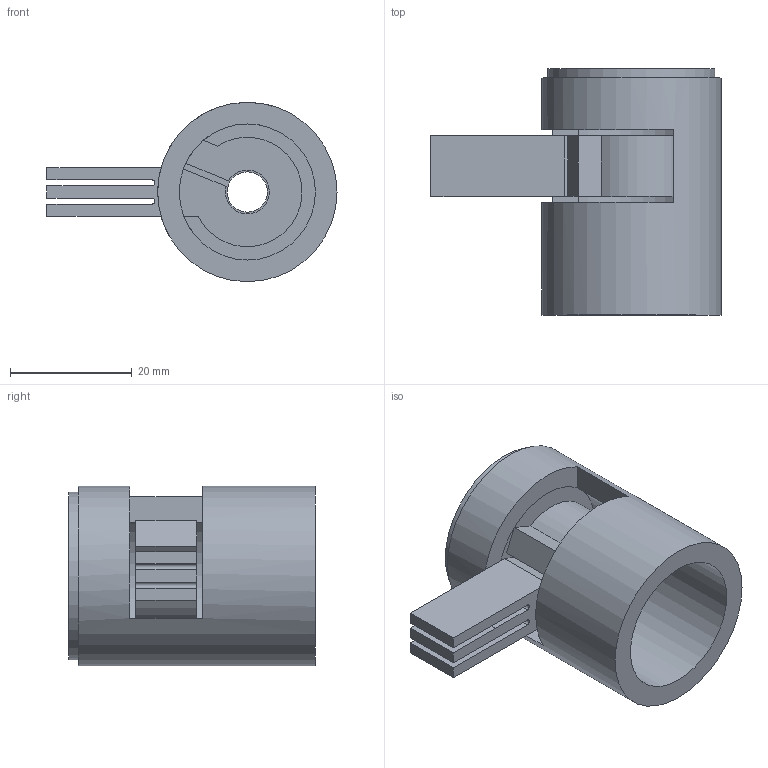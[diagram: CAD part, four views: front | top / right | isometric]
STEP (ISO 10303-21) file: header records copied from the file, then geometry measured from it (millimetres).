
FILE_DESCRIPTION(('FreeCAD Model'),'2;1');
FILE_NAME( 'armPivotAssembly.step', '2016-12-20T09:56:57',('Author'),(''), 'Open CASCADE STEP processor 6.7','FreeCAD','Unknown');
FILE_SCHEMA(('AUTOMOTIVE_DESIGN_CC2 { 1 2 10303 214 -1 1 5 4 }'));
Length unit declared in the file: millimetre
Products named in the file (3): ASSEMBLY; Cut; Extrude028
Assembly tree (2 placements, depth 2):
  ASSEMBLY
    Cut
    Extrude028
Bounding box: 47.7 x 40.48 x 29.5 mm (x, y, z)
Volume: 16372.3 mm3; surface area: 9884.7 mm2
Topology: 2 solids, 2 shells, 38 faces, 93 edges, 62 vertices
Faces by surface type: plane 27, cylinder 10, cone 1
Full cylindrical faces by diameter (mm): 6.633 x1, 21 x1, 22.377 x1, 25 x1, 27.5 x1, 29.5 x1
Entity records: 2692 total; most frequent: CARTESIAN_POINT 758, DIRECTION 355, LINE 205, VECTOR 205, ORIENTED_EDGE 186, PCURVE 186, DEFINITIONAL_REPRESENTATION 186, EDGE_CURVE 93
